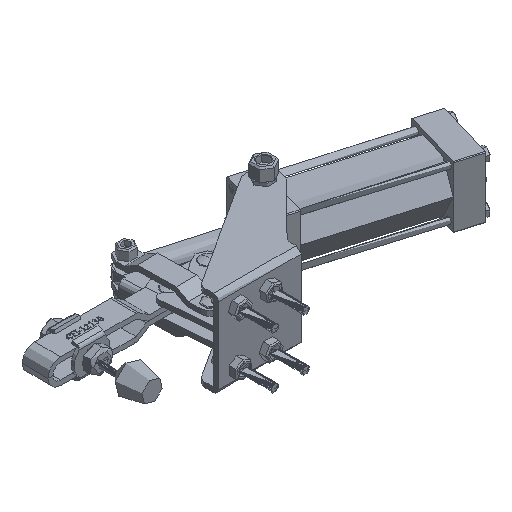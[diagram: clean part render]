
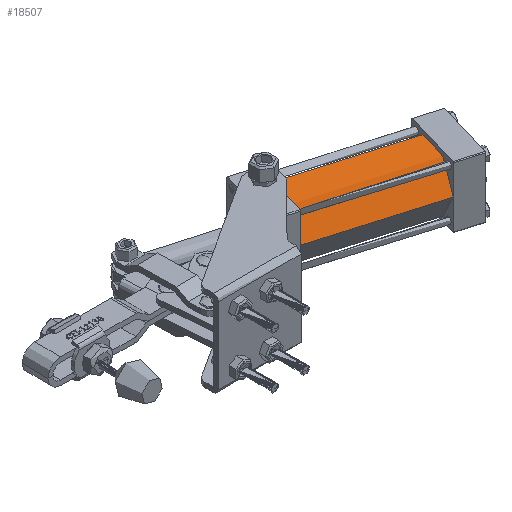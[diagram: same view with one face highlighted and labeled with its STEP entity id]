
A CAD part, isometric view. The second image highlights one B-rep face of the part: STEP entity #18507.
In plain terms, the highlighted cylindrical face has radius 18.5 mm (diameter 37 mm), a partial arc.
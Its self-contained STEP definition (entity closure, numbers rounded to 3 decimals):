
#649 = CYLINDRICAL_SURFACE ( 'NONE', #10828, 18.5 ) ;
#2725 = FACE_OUTER_BOUND ( 'NONE', #40565, .T. ) ;
#2847 = EDGE_CURVE ( 'NONE', #24044, #60414, #59563, .T. ) ;
#10828 = AXIS2_PLACEMENT_3D ( 'NONE', #66300, #86593, #25682 ) ;
#12372 = CARTESIAN_POINT ( 'NONE',  ( -50.388, 1.497, 0. ) ) ;
#14336 = AXIS2_PLACEMENT_3D ( 'NONE', #60203, #19834, #66958 ) ;
#18507 = ADVANCED_FACE ( 'NONE', ( #2725 ), #649, .T. ) ;
#19834 = DIRECTION ( 'NONE',  ( 0., 0., -1. ) ) ;
#20346 = DIRECTION ( 'NONE',  ( 0., 0., -1. ) ) ;
#22431 = ORIENTED_EDGE ( 'NONE', *, *, #56625, .T. ) ;
#24044 = VERTEX_POINT ( 'NONE', #56030 ) ;
#25682 = DIRECTION ( 'NONE',  ( 1., 0., 0. ) ) ;
#26257 = LINE ( 'NONE', #72727, #44170 ) ;
#28987 = VERTEX_POINT ( 'NONE', #55222 ) ;
#31118 = CARTESIAN_POINT ( 'NONE',  ( -13.388, 1.497, -76. ) ) ;
#40565 = EDGE_LOOP ( 'NONE', ( #65369, #72929, #22431, #52684 ) ) ;
#44170 = VECTOR ( 'NONE', #66237, 1000. ) ;
#45319 = CIRCLE ( 'NONE', #14336, 18.5 ) ;
#52684 = ORIENTED_EDGE ( 'NONE', *, *, #71898, .F. ) ;
#55222 = CARTESIAN_POINT ( 'NONE',  ( -13.388, 1.497, 0. ) ) ;
#55690 = EDGE_CURVE ( 'NONE', #24044, #68986, #59099, .T. ) ;
#56030 = CARTESIAN_POINT ( 'NONE',  ( -50.388, 1.497, -76. ) ) ;
#56625 = EDGE_CURVE ( 'NONE', #60414, #28987, #45319, .T. ) ;
#59099 = CIRCLE ( 'NONE', #81378, 18.5 ) ;
#59563 = LINE ( 'NONE', #77975, #75373 ) ;
#60203 = CARTESIAN_POINT ( 'NONE',  ( -31.888, 1.497, 0. ) ) ;
#60414 = VERTEX_POINT ( 'NONE', #12372 ) ;
#60738 = CARTESIAN_POINT ( 'NONE',  ( -31.888, 1.497, -76. ) ) ;
#65369 = ORIENTED_EDGE ( 'NONE', *, *, #55690, .F. ) ;
#66237 = DIRECTION ( 'NONE',  ( 0., 0., 1. ) ) ;
#66300 = CARTESIAN_POINT ( 'NONE',  ( -31.888, 1.497, -76. ) ) ;
#66958 = DIRECTION ( 'NONE',  ( 1., 0., 0. ) ) ;
#67460 = DIRECTION ( 'NONE',  ( -1., 0., 0. ) ) ;
#68986 = VERTEX_POINT ( 'NONE', #31118 ) ;
#71898 = EDGE_CURVE ( 'NONE', #68986, #28987, #26257, .T. ) ;
#72727 = CARTESIAN_POINT ( 'NONE',  ( -13.388, 1.497, -76. ) ) ;
#72929 = ORIENTED_EDGE ( 'NONE', *, *, #2847, .T. ) ;
#75373 = VECTOR ( 'NONE', #76378, 1000. ) ;
#76378 = DIRECTION ( 'NONE',  ( 0., 0., 1. ) ) ;
#77975 = CARTESIAN_POINT ( 'NONE',  ( -50.388, 1.497, -76. ) ) ;
#81378 = AXIS2_PLACEMENT_3D ( 'NONE', #60738, #20346, #67460 ) ;
#86593 = DIRECTION ( 'NONE',  ( 0., 0., 1. ) ) ;
